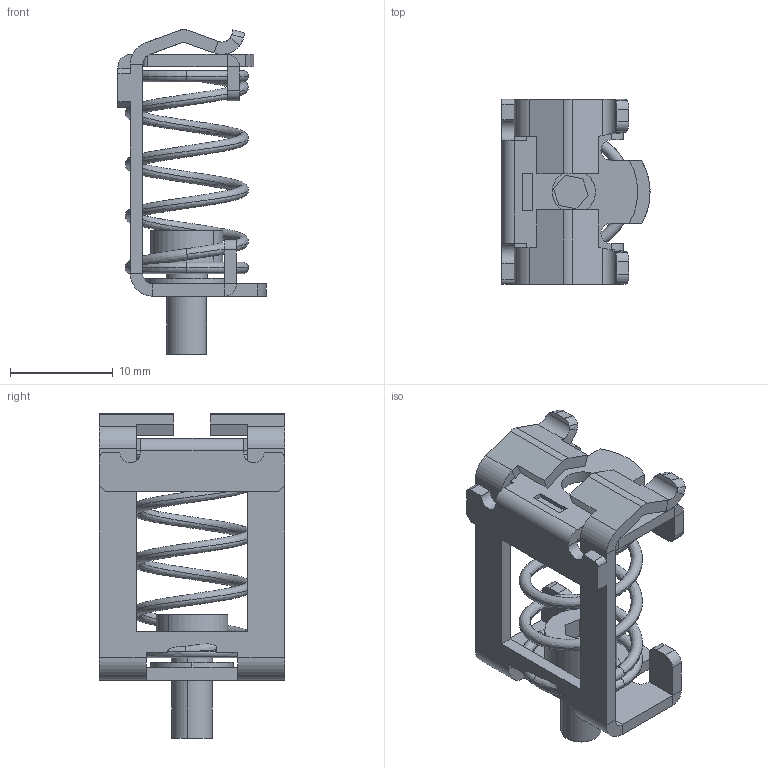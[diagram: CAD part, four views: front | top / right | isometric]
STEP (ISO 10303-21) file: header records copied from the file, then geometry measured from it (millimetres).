
FILE_DESCRIPTION(('CATIA V5R24 STEP','CAx-IF Rec.Pracs.--- Model Styling and Organization---1.2---2011-12-15'),'2;1');
FILE_NAME ('D1456213_0', '2016-12-22T13:47:36+00:00', ('Weidmueller Interface'), ('Weidmueller'), 'CATIA Version 5-6 Release 2014 SP4 HF52', 'CATIA V5 STEP AP214', 'none');
FILE_SCHEMA(('AUTOMOTIVE_DESIGN { 1 0 10303 214 1 1 1 1 }'));
Length unit declared in the file: millimetre
Products named in the file (1): v5-standard_part
Bounding box: 14.4 x 18 x 31.56 mm (x, y, z)
Volume: 1322.6 mm3; surface area: 2807.9 mm2
Topology: 1 solids, 1 shells, 212 faces, 574 edges, 356 vertices
Faces by surface type: plane 121, cylinder 64, torus 12, bspline 11, cone 4
Entity records: 7581 total; most frequent: CARTESIAN_POINT 2604, ORIENTED_EDGE 1148, DIRECTION 819, EDGE_CURVE 574, VERTEX_POINT 356, VECTOR 344, LINE 344, AXIS2_PLACEMENT_3D 309
